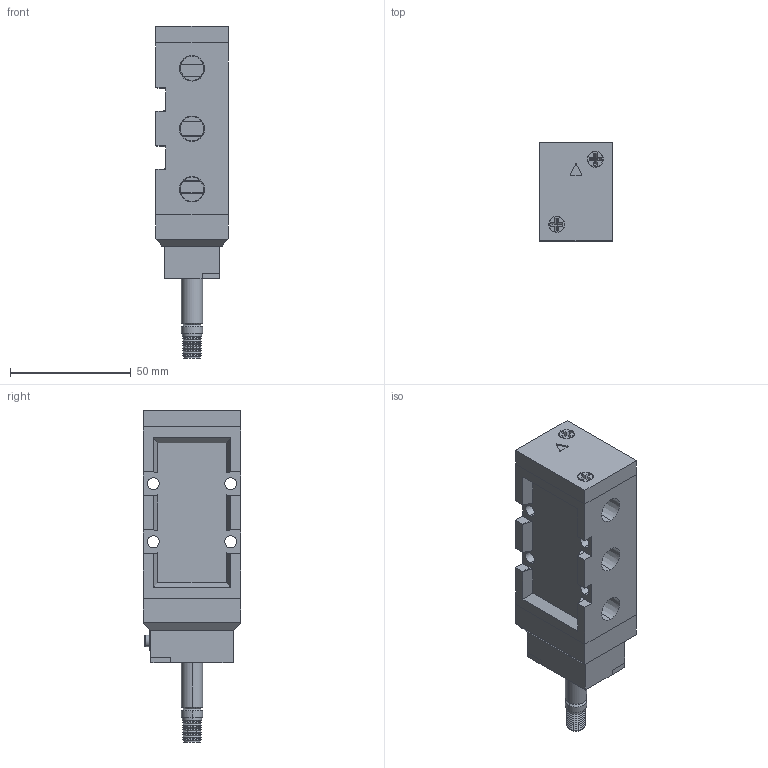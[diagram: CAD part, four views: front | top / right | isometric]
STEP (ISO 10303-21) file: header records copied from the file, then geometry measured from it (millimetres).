
FILE_DESCRIPTION (( 'STEP AP203' ), '1' );
FILE_NAME ('SN4101-IP.STEP', '2016-01-05T08:16:48', ( 'yrd8' ), ( '' ), 'SwSTEP 2.0', 'SolidWorks 2008', '' );
FILE_SCHEMA (( 'CONFIG_CONTROL_DESIGN' ));
Length unit declared in the file: millimetre
Products named in the file (5): SN4101-IP; SN4000 Body; SN4000 seme  pilot_晦獄 撲薑; SN4000 Body Cover_ル遽; SF4000 Pilot_ル遽
Assembly tree (4 placements, depth 2):
  SN4101-IP
    SN4000 Body
    SN4000 Body Cover_ル遽
    SN4000 seme  pilot_晦獄 撲薑
    SF4000 Pilot_ル遽
Bounding box: 30 x 40.5 x 137.3 mm (x, y, z)
Volume: 104083.8 mm3; surface area: 29627 mm2
Topology: 4 solids, 4 shells, 337 faces, 819 edges, 528 vertices
Faces by surface type: plane 209, cylinder 80, cone 48
Entity records: 10350 total; most frequent: CARTESIAN_POINT 1751, DIRECTION 1701, ORIENTED_EDGE 1638, EDGE_CURVE 819, LINE 585, VECTOR 585, AXIS2_PLACEMENT_3D 558, VERTEX_POINT 528
